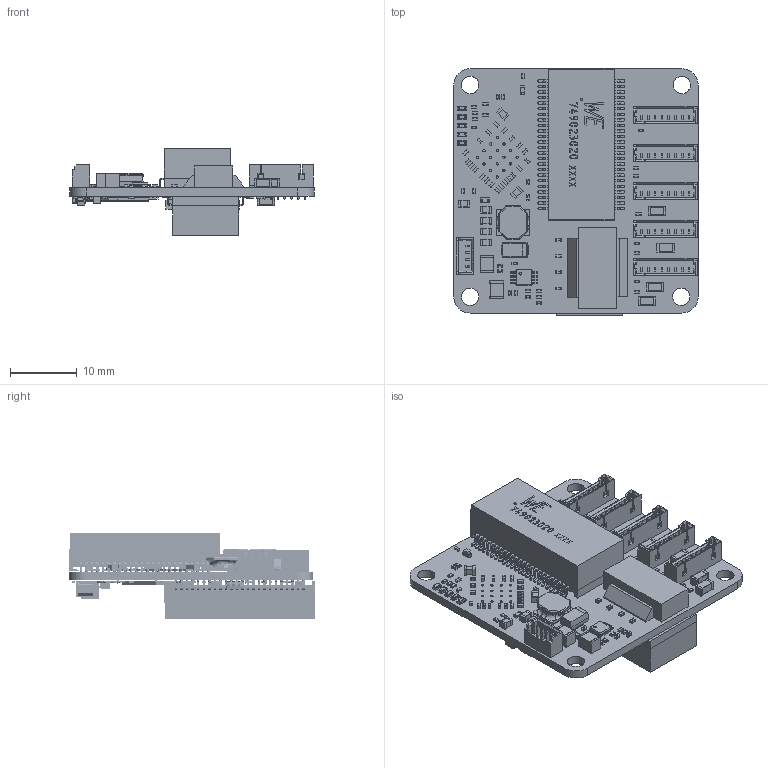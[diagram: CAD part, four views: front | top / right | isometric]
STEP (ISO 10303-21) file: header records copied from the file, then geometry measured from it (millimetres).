
FILE_DESCRIPTION(('FreeCAD Model'),'2;1');
FILE_NAME('Open CASCADE Shape Model','2025-04-29T21:37:20',('FreeCAD'),( 'FreeCAD'),'Open CASCADE STEP processor 7.6','FreeCAD','Unknown');
FILE_SCHEMA(('AUTOMOTIVE_DESIGN { 1 0 10303 214 1 1 1 1 }'));
Products named in the file (1): Open CASCADE STEP translator 7.6 1
Bounding box: 36.53 x 36.86 x 12.97 mm (x, y, z)
Volume: 3213.6 mm3; surface area: 8202.5 mm2
Topology: 250 solids, 251 shells, 9030 faces, 24298 edges, 15942 vertices
Faces by surface type: bspline 9030
Entity records: 265468 total; most frequent: CARTESIAN_POINT 122655, ORIENTED_EDGE 48544, EDGE_CURVE 24274, B_SPLINE_CURVE_WITH_KNOTS 18980, VERTEX_POINT 15942, FACE_BOUND 9560, EDGE_LOOP 9560, ADVANCED_FACE 9030
